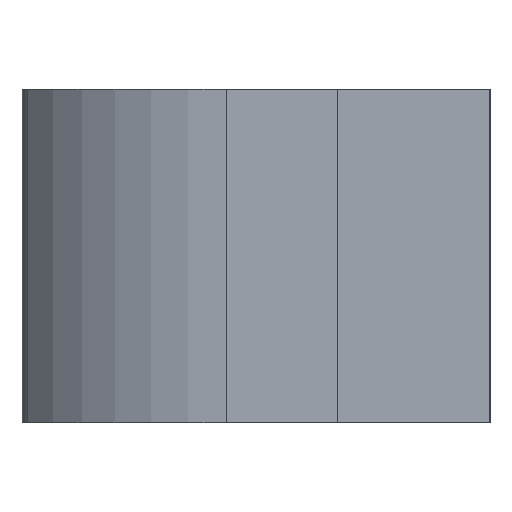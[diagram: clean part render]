
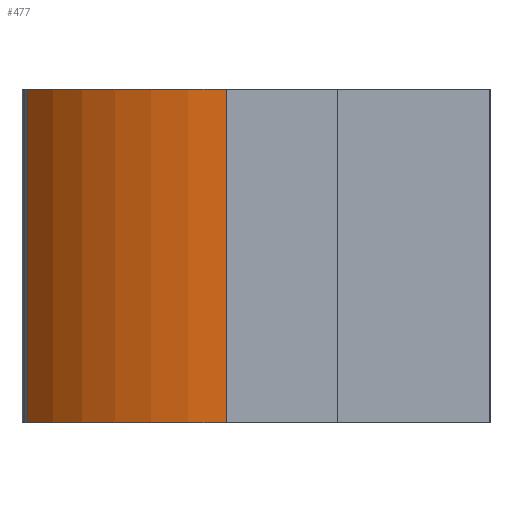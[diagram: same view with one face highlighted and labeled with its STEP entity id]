
A CAD part, left-side view. The second image highlights one B-rep face of the part: STEP entity #477.
In plain terms, the highlighted cylindrical face has radius 9 mm (diameter 18 mm), a partial arc.
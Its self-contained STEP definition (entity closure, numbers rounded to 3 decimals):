
#420=CARTESIAN_POINT('',(11.,8.,31.1));
#421=VERTEX_POINT('',#420);
#428=CARTESIAN_POINT('',(11.,8.,19.1));
#429=VERTEX_POINT('',#428);
#430=CARTESIAN_POINT('',(11.,8.,31.1));
#431=DIRECTION('',(0.,0.,-1.));
#432=VECTOR('',#431,12.);
#433=LINE('',#430,#432);
#434=EDGE_CURVE('',#421,#429,#433,.T.);
#445=CARTESIAN_POINT('',(20.,8.,31.1));
#446=DIRECTION('',(0.,0.,-1.));
#447=DIRECTION('',(-1.,0.,0.));
#448=AXIS2_PLACEMENT_3D('',#445,#446,#447);
#449=CYLINDRICAL_SURFACE('',#448,9.);
#450=CARTESIAN_POINT('',(14.556,15.166,31.1));
#451=VERTEX_POINT('',#450);
#452=CARTESIAN_POINT('',(20.,8.,31.1));
#453=DIRECTION('',(0.,0.,1.));
#454=DIRECTION('',(1.,0.,-0.));
#455=AXIS2_PLACEMENT_3D('',#452,#453,#454);
#456=CIRCLE('',#455,9.);
#457=EDGE_CURVE('',#451,#421,#456,.T.);
#458=ORIENTED_EDGE('',*,*,#457,.F.);
#459=CARTESIAN_POINT('',(14.556,15.166,19.1));
#460=VERTEX_POINT('',#459);
#461=CARTESIAN_POINT('',(14.556,15.166,31.1));
#462=DIRECTION('',(0.,0.,-1.));
#463=VECTOR('',#462,12.);
#464=LINE('',#461,#463);
#465=EDGE_CURVE('',#451,#460,#464,.T.);
#466=ORIENTED_EDGE('',*,*,#465,.T.);
#467=CARTESIAN_POINT('',(20.,8.,19.1));
#468=DIRECTION('',(-0.,-0.,-1.));
#469=DIRECTION('',(1.,0.,-0.));
#470=AXIS2_PLACEMENT_3D('',#467,#468,#469);
#471=CIRCLE('',#470,9.);
#472=EDGE_CURVE('',#429,#460,#471,.T.);
#473=ORIENTED_EDGE('',*,*,#472,.F.);
#474=ORIENTED_EDGE('',*,*,#434,.F.);
#475=EDGE_LOOP('',(#458,#466,#473,#474));
#476=FACE_BOUND('',#475,.T.);
#477=ADVANCED_FACE('',(#476),#449,.T.);
